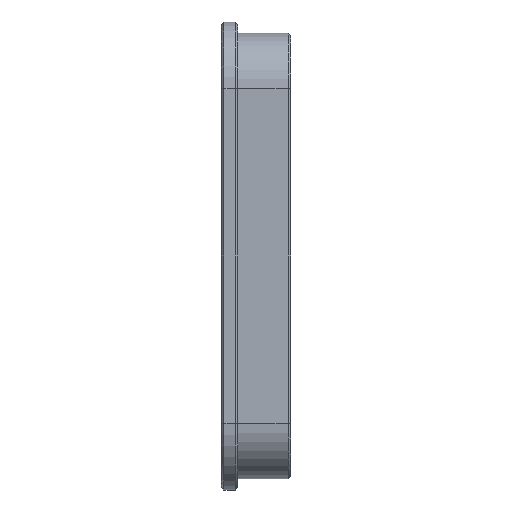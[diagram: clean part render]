
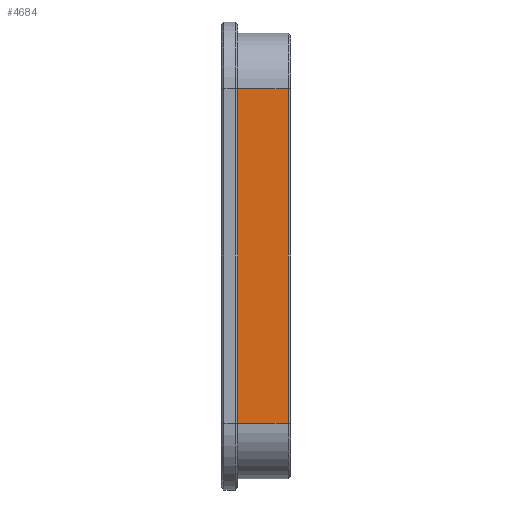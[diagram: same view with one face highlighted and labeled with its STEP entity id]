
A CAD part, left-side view. The second image highlights one B-rep face of the part: STEP entity #4684.
In plain terms, the highlighted planar face has unit normal (-1, 0, 0).
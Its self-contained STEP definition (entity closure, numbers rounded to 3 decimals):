
#29 = ORIENTED_EDGE ( 'NONE', *, *, #1734, .T. ) ;
#699 = VECTOR ( 'NONE', #4180, 1000. ) ;
#796 = EDGE_CURVE ( 'NONE', #2261, #924, #4252, .T. ) ;
#803 = ORIENTED_EDGE ( 'NONE', *, *, #796, .T. ) ;
#924 = VERTEX_POINT ( 'NONE', #2445 ) ;
#927 = VERTEX_POINT ( 'NONE', #1549 ) ;
#1317 = CARTESIAN_POINT ( 'NONE',  ( -159., 1., 60. ) ) ;
#1400 = EDGE_CURVE ( 'NONE', #927, #3440, #1595, .T. ) ;
#1469 = ORIENTED_EDGE ( 'NONE', *, *, #3314, .T. ) ;
#1549 = CARTESIAN_POINT ( 'NONE',  ( -159., 1., 60. ) ) ;
#1595 = LINE ( 'NONE', #1985, #4472 ) ;
#1704 = EDGE_LOOP ( 'NONE', ( #803, #29, #2722, #1469 ) ) ;
#1707 = CARTESIAN_POINT ( 'NONE',  ( -159., 19., -60. ) ) ;
#1734 = EDGE_CURVE ( 'NONE', #924, #927, #5818, .T. ) ;
#1947 = VECTOR ( 'NONE', #3661, 1000. ) ;
#1960 = CARTESIAN_POINT ( 'NONE',  ( -159., 25., 80. ) ) ;
#1985 = CARTESIAN_POINT ( 'NONE',  ( -159., 25., 60. ) ) ;
#2261 = VERTEX_POINT ( 'NONE', #5707 ) ;
#2338 = DIRECTION ( 'NONE',  ( 0., 0., 1. ) ) ;
#2445 = CARTESIAN_POINT ( 'NONE',  ( -159., 1., -60. ) ) ;
#2546 = VECTOR ( 'NONE', #2338, 1000. ) ;
#2557 = DIRECTION ( 'NONE',  ( 0., 1., 0. ) ) ;
#2722 = ORIENTED_EDGE ( 'NONE', *, *, #1400, .T. ) ;
#2734 = LINE ( 'NONE', #1707, #1947 ) ;
#3044 = PLANE ( 'NONE',  #5136 ) ;
#3314 = EDGE_CURVE ( 'NONE', #3440, #2261, #2734, .T. ) ;
#3440 = VERTEX_POINT ( 'NONE', #3515 ) ;
#3515 = CARTESIAN_POINT ( 'NONE',  ( -159., 19., 60. ) ) ;
#3661 = DIRECTION ( 'NONE',  ( 0., 0., -1. ) ) ;
#3832 = CARTESIAN_POINT ( 'NONE',  ( -159., 25., -60. ) ) ;
#3911 = DIRECTION ( 'NONE',  ( 1., 0., 0. ) ) ;
#3941 = DIRECTION ( 'NONE',  ( 0., 0., -1. ) ) ;
#4180 = DIRECTION ( 'NONE',  ( 0., -1., 0. ) ) ;
#4252 = LINE ( 'NONE', #3832, #699 ) ;
#4472 = VECTOR ( 'NONE', #2557, 1000. ) ;
#4516 = FACE_OUTER_BOUND ( 'NONE', #1704, .T. ) ;
#4684 = ADVANCED_FACE ( 'NONE', ( #4516 ), #3044, .F. ) ;
#5136 = AXIS2_PLACEMENT_3D ( 'NONE', #1960, #3911, #3941 ) ;
#5707 = CARTESIAN_POINT ( 'NONE',  ( -159., 19., -60. ) ) ;
#5818 = LINE ( 'NONE', #1317, #2546 ) ;
